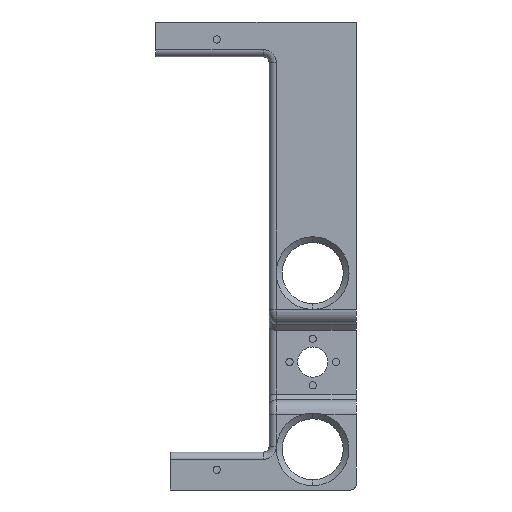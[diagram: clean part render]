
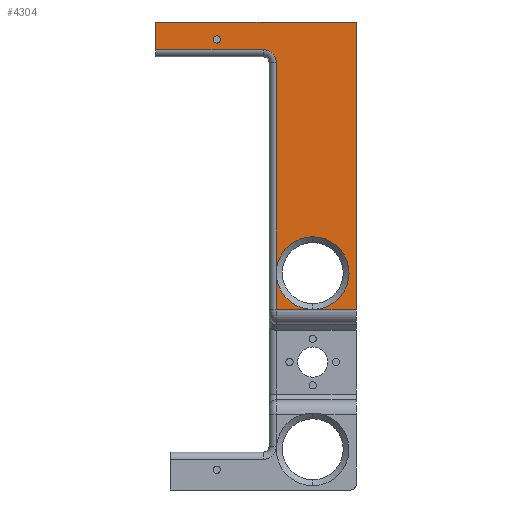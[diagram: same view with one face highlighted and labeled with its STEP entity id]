
A CAD part, front view. The second image highlights one B-rep face of the part: STEP entity #4304.
In plain terms, the highlighted planar face has unit normal (0, -1, 0).
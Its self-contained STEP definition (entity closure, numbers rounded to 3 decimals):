
#140 = CIRCLE ( 'NONE', #3639, 12.5 ) ;
#223 = DIRECTION ( 'NONE',  ( 1., 0., 0. ) ) ;
#225 = EDGE_CURVE ( 'NONE', #1788, #1377, #1083, .T. ) ;
#276 = EDGE_CURVE ( 'NONE', #4028, #600, #5161, .T. ) ;
#371 = EDGE_LOOP ( 'NONE', ( #4613, #4720 ) ) ;
#394 = VECTOR ( 'NONE', #223, 1000. ) ;
#396 = CARTESIAN_POINT ( 'NONE',  ( 10.5, 244.588, 136.5 ) ) ;
#448 = EDGE_CURVE ( 'NONE', #844, #994, #1815, .T. ) ;
#463 = CIRCLE ( 'NONE', #1387, 1.25 ) ;
#518 = EDGE_CURVE ( 'NONE', #1788, #3158, #766, .T. ) ;
#600 = VERTEX_POINT ( 'NONE', #4046 ) ;
#632 = CARTESIAN_POINT ( 'NONE',  ( 7.5, 244.588, 75.5 ) ) ;
#639 = CARTESIAN_POINT ( 'NONE',  ( -37.5, 244.588, 229.5 ) ) ;
#681 = CARTESIAN_POINT ( 'NONE',  ( -17., 244.588, 136.5 ) ) ;
#739 = CARTESIAN_POINT ( 'NONE',  ( -4.5, 244.588, 149.125 ) ) ;
#766 = LINE ( 'NONE', #1745, #394 ) ;
#822 = AXIS2_PLACEMENT_3D ( 'NONE', #4898, #2377, #2805 ) ;
#836 = VECTOR ( 'NONE', #1884, 1000. ) ;
#844 = VERTEX_POINT ( 'NONE', #396 ) ;
#855 = ORIENTED_EDGE ( 'NONE', *, *, #4112, .T. ) ;
#924 = ORIENTED_EDGE ( 'NONE', *, *, #276, .T. ) ;
#960 = CARTESIAN_POINT ( 'NONE',  ( -37.5, 244.588, 229.5 ) ) ;
#992 = PLANE ( 'NONE',  #3076 ) ;
#994 = VERTEX_POINT ( 'NONE', #4011 ) ;
#1028 = VECTOR ( 'NONE', #3258, 1000. ) ;
#1083 = LINE ( 'NONE', #5223, #5407 ) ;
#1144 = DIRECTION ( 'NONE',  ( 0., 0., 1. ) ) ;
#1152 = CIRCLE ( 'NONE', #822, 4.5 ) ;
#1216 = LINE ( 'NONE', #1564, #1028 ) ;
#1321 = ORIENTED_EDGE ( 'NONE', *, *, #5266, .T. ) ;
#1335 = ORIENTED_EDGE ( 'NONE', *, *, #2486, .T. ) ;
#1377 = VERTEX_POINT ( 'NONE', #3439 ) ;
#1387 = AXIS2_PLACEMENT_3D ( 'NONE', #639, #3544, #1874 ) ;
#1463 = CARTESIAN_POINT ( 'NONE',  ( 10.5, 244.588, 235.5 ) ) ;
#1564 = CARTESIAN_POINT ( 'NONE',  ( -17., 244.588, 136.5 ) ) ;
#1595 = CARTESIAN_POINT ( 'NONE',  ( -4.5, 244.588, 136.625 ) ) ;
#1688 = ORIENTED_EDGE ( 'NONE', *, *, #3967, .F. ) ;
#1745 = CARTESIAN_POINT ( 'NONE',  ( 7.5, 244.588, 226. ) ) ;
#1771 = DIRECTION ( 'NONE',  ( 0., 1., 0. ) ) ;
#1788 = VERTEX_POINT ( 'NONE', #5153 ) ;
#1804 = DIRECTION ( 'NONE',  ( 0., 1., 0. ) ) ;
#1815 = LINE ( 'NONE', #3307, #5041 ) ;
#1816 = DIRECTION ( 'NONE',  ( 0., -1., 0. ) ) ;
#1874 = DIRECTION ( 'NONE',  ( 0., 0., 1. ) ) ;
#1882 = FACE_OUTER_BOUND ( 'NONE', #3384, .T. ) ;
#1884 = DIRECTION ( 'NONE',  ( 0., 0., -1. ) ) ;
#1918 = VERTEX_POINT ( 'NONE', #4787 ) ;
#2081 = ORIENTED_EDGE ( 'NONE', *, *, #3761, .T. ) ;
#2154 = CARTESIAN_POINT ( 'NONE',  ( -37.5, 244.588, 228.25 ) ) ;
#2283 = ORIENTED_EDGE ( 'NONE', *, *, #2519, .T. ) ;
#2333 = DIRECTION ( 'NONE',  ( 1., 0., 0. ) ) ;
#2377 = DIRECTION ( 'NONE',  ( 0., 1., 0. ) ) ;
#2486 = EDGE_CURVE ( 'NONE', #4028, #2687, #140, .T. ) ;
#2519 = EDGE_CURVE ( 'NONE', #2562, #4028, #1216, .T. ) ;
#2561 = CARTESIAN_POINT ( 'NONE',  ( -4.5, 244.588, 149.125 ) ) ;
#2562 = VERTEX_POINT ( 'NONE', #4616 ) ;
#2600 = EDGE_CURVE ( 'NONE', #4986, #1918, #3062, .T. ) ;
#2634 = EDGE_CURVE ( 'NONE', #1918, #4986, #463, .T. ) ;
#2657 = CARTESIAN_POINT ( 'NONE',  ( -4.5, 244.588, 161.625 ) ) ;
#2687 = VERTEX_POINT ( 'NONE', #2657 ) ;
#2792 = CARTESIAN_POINT ( 'NONE',  ( -17., 244.588, 149.125 ) ) ;
#2805 = DIRECTION ( 'NONE',  ( 0., 0., -1. ) ) ;
#2854 = DIRECTION ( 'NONE',  ( 0., 1., 0. ) ) ;
#2869 = AXIS2_PLACEMENT_3D ( 'NONE', #3924, #1771, #5193 ) ;
#2965 = ORIENTED_EDGE ( 'NONE', *, *, #448, .T. ) ;
#2983 = VECTOR ( 'NONE', #4642, 1000. ) ;
#3062 = CIRCLE ( 'NONE', #5074, 1.25 ) ;
#3076 = AXIS2_PLACEMENT_3D ( 'NONE', #632, #1816, #3517 ) ;
#3158 = VERTEX_POINT ( 'NONE', #4215 ) ;
#3201 = FACE_BOUND ( 'NONE', #371, .T. ) ;
#3207 = VECTOR ( 'NONE', #2333, 1000. ) ;
#3258 = DIRECTION ( 'NONE',  ( 0., 0., -1. ) ) ;
#3273 = CIRCLE ( 'NONE', #2869, 12.5 ) ;
#3307 = CARTESIAN_POINT ( 'NONE',  ( 10.5, 244.588, 75.5 ) ) ;
#3356 = CARTESIAN_POINT ( 'NONE',  ( 10.5, 244.588, 136.5 ) ) ;
#3384 = EDGE_LOOP ( 'NONE', ( #1335, #2081, #855, #924, #1321, #2965, #1688, #4769, #3462, #4345, #2283 ) ) ;
#3412 = DIRECTION ( 'NONE',  ( 0., 0., 1. ) ) ;
#3439 = CARTESIAN_POINT ( 'NONE',  ( -58.5, 244.588, 235.5 ) ) ;
#3462 = ORIENTED_EDGE ( 'NONE', *, *, #518, .T. ) ;
#3517 = DIRECTION ( 'NONE',  ( 0., 0., -1. ) ) ;
#3544 = DIRECTION ( 'NONE',  ( 0., 1., 0. ) ) ;
#3600 = LINE ( 'NONE', #1463, #3207 ) ;
#3639 = AXIS2_PLACEMENT_3D ( 'NONE', #739, #2854, #1144 ) ;
#3761 = EDGE_CURVE ( 'NONE', #2687, #4486, #3273, .T. ) ;
#3924 = CARTESIAN_POINT ( 'NONE',  ( -4.5, 244.588, 149.125 ) ) ;
#3967 = EDGE_CURVE ( 'NONE', #1377, #994, #3600, .T. ) ;
#4011 = CARTESIAN_POINT ( 'NONE',  ( 10.5, 244.588, 235.5 ) ) ;
#4028 = VERTEX_POINT ( 'NONE', #2792 ) ;
#4046 = CARTESIAN_POINT ( 'NONE',  ( -17., 244.588, 136.5 ) ) ;
#4112 = EDGE_CURVE ( 'NONE', #4486, #4028, #4856, .T. ) ;
#4215 = CARTESIAN_POINT ( 'NONE',  ( -21.5, 244.588, 226. ) ) ;
#4304 = ADVANCED_FACE ( 'NONE', ( #1882, #3201 ), #992, .T. ) ;
#4345 = ORIENTED_EDGE ( 'NONE', *, *, #4773, .T. ) ;
#4363 = DIRECTION ( 'NONE',  ( 0., 0., 1. ) ) ;
#4386 = DIRECTION ( 'NONE',  ( 0., 0., 1. ) ) ;
#4486 = VERTEX_POINT ( 'NONE', #1595 ) ;
#4613 = ORIENTED_EDGE ( 'NONE', *, *, #2600, .T. ) ;
#4614 = DIRECTION ( 'NONE',  ( 0., 0., 1. ) ) ;
#4616 = CARTESIAN_POINT ( 'NONE',  ( -17., 244.588, 221.5 ) ) ;
#4642 = DIRECTION ( 'NONE',  ( 1., 0., 0. ) ) ;
#4720 = ORIENTED_EDGE ( 'NONE', *, *, #2634, .T. ) ;
#4769 = ORIENTED_EDGE ( 'NONE', *, *, #225, .F. ) ;
#4773 = EDGE_CURVE ( 'NONE', #3158, #2562, #1152, .T. ) ;
#4787 = CARTESIAN_POINT ( 'NONE',  ( -37.5, 244.588, 230.75 ) ) ;
#4856 = CIRCLE ( 'NONE', #5291, 12.5 ) ;
#4898 = CARTESIAN_POINT ( 'NONE',  ( -21.5, 244.588, 221.5 ) ) ;
#4976 = DIRECTION ( 'NONE',  ( 0., 1., 0. ) ) ;
#4986 = VERTEX_POINT ( 'NONE', #2154 ) ;
#5041 = VECTOR ( 'NONE', #4614, 1000. ) ;
#5074 = AXIS2_PLACEMENT_3D ( 'NONE', #960, #1804, #4386 ) ;
#5153 = CARTESIAN_POINT ( 'NONE',  ( -58.5, 244.588, 226. ) ) ;
#5161 = LINE ( 'NONE', #681, #836 ) ;
#5193 = DIRECTION ( 'NONE',  ( 0., 0., 1. ) ) ;
#5217 = LINE ( 'NONE', #3356, #2983 ) ;
#5223 = CARTESIAN_POINT ( 'NONE',  ( -58.5, 244.588, 226. ) ) ;
#5266 = EDGE_CURVE ( 'NONE', #600, #844, #5217, .T. ) ;
#5291 = AXIS2_PLACEMENT_3D ( 'NONE', #2561, #4976, #3412 ) ;
#5407 = VECTOR ( 'NONE', #4363, 1000. ) ;
